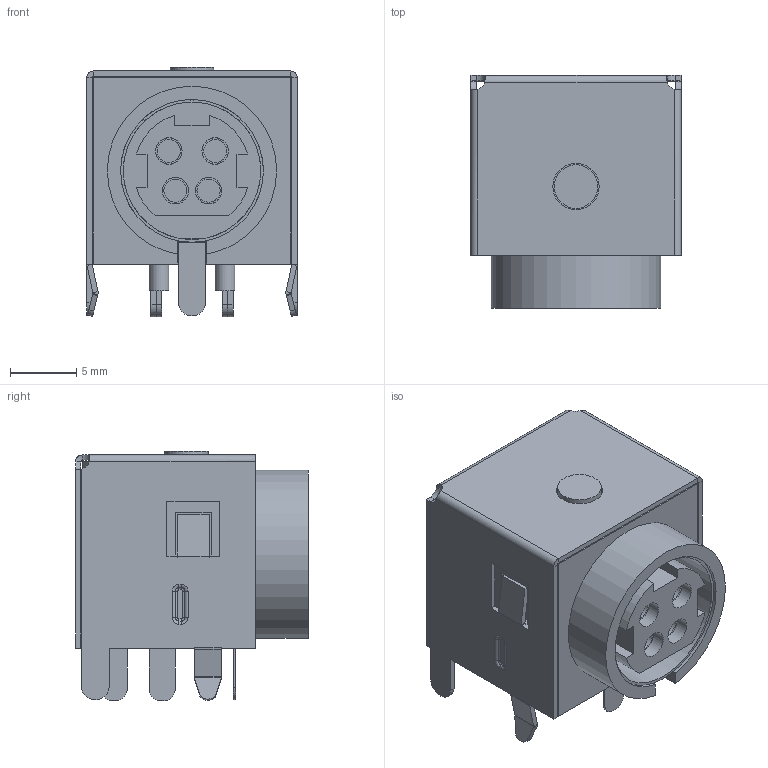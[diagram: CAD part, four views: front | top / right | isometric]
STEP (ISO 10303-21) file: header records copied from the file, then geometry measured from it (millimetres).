
FILE_DESCRIPTION(/* description */ (''),/* implementation_level */ '2;1');
FILE_NAME(/* name */ 'Kycon_P4S_S v23.step',/* time_stamp */ '2022-05-14T12:52:16+12:00',/* author */ (''),/* organization */ (''),/* preprocessor_version */ 'ST-DEVELOPER v18.1',/* originating_system */ 'Autodesk Translation Framework v10.14.0.1471',/* authorisation */ '');
FILE_SCHEMA (('AUTOMOTIVE_DESIGN { 1 0 10303 214 3 1 1 }'));
Length unit declared in the file: millimetre
Products named in the file (7): Kycon_P4S_S; Shield; Inner; Ring Shield; pins; socket; receptacles
Assembly tree (6 placements, depth 4):
  Kycon_P4S_S
    Shield
    Inner
      Ring Shield
      pins
      socket
        receptacles
Bounding box: 15.9 x 17.6 x 18.9 mm (x, y, z)
Volume: 2555.2 mm3; surface area: 4730.4 mm2
Topology: 12 solids, 12 shells, 386 faces, 923 edges, 578 vertices
Faces by surface type: plane 242, cylinder 104, bspline 24, torus 16
Full cylindrical faces by diameter (mm): 1.5 x2, 1.75 x4, 2 x8, 3.3 x1, 3.5 x1, 3.9 x3, 10.4 x1, 10.8 x1
Entity records: 11507 total; most frequent: CARTESIAN_POINT 2225, DIRECTION 1931, ORIENTED_EDGE 1846, EDGE_CURVE 923, AXIS2_PLACEMENT_3D 646, LINE 639, VECTOR 639, VERTEX_POINT 578
